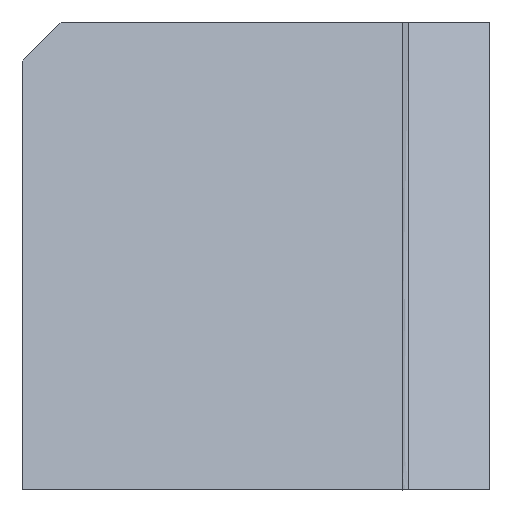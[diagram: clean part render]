
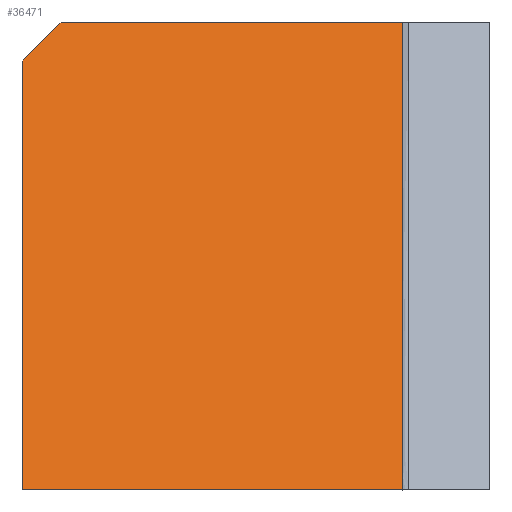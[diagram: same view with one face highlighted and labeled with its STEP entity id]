
A CAD part, left-side view. The second image highlights one B-rep face of the part: STEP entity #36471.
In plain terms, the highlighted planar face has unit normal (-0.943, 0, 0.334).
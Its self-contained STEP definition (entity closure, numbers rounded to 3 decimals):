
#1936=VERTEX_POINT('',#47077);
#1937=VERTEX_POINT('',#47078);
#1941=VERTEX_POINT('',#47088);
#5634=VERTEX_POINT('',#61106);
#5636=VERTEX_POINT('',#61109);
#5648=VECTOR('',#39000,1.);
#5654=VECTOR('',#39007,1.);
#9879=VECTOR('',#47042,1.);
#9895=VECTOR('',#47071,1.);
#9896=VECTOR('',#47072,1.);
#9897=LINE('',#47076,#5648);
#9903=LINE('',#47089,#5654);
#14128=LINE('',#61108,#9879);
#14144=LINE('',#61157,#9895);
#14145=LINE('',#61158,#9896);
#14146=EDGE_CURVE('',#1936,#1937,#9897,.T.);
#14152=EDGE_CURVE('',#1936,#1941,#9903,.T.);
#19675=EDGE_CURVE('',#5634,#5636,#14128,.T.);
#19695=EDGE_CURVE('',#5636,#1941,#14144,.T.);
#19696=EDGE_CURVE('',#1937,#5634,#14145,.T.);
#27132=ORIENTED_EDGE('',*,*,#14146,.F.);
#27133=ORIENTED_EDGE('',*,*,#14152,.T.);
#27134=ORIENTED_EDGE('',*,*,#19695,.F.);
#27135=ORIENTED_EDGE('',*,*,#19675,.F.);
#27136=ORIENTED_EDGE('',*,*,#19696,.F.);
#32669=EDGE_LOOP('',(#27132,#27133,#27134,#27135,#27136));
#34578=FACE_BOUND('',#32669,.T.);
#36471=ADVANCED_FACE('',(#34578),#62381,.T.);
#38996=AXIS2_PLACEMENT_3D('',#61156,#47070,$);
#39000=DIRECTION('',(0.243,-0.686,0.686));
#39007=DIRECTION('',(-0.334,0.,-0.942));
#47042=DIRECTION('',(-0.334,0.,-0.942));
#47070=DIRECTION('',(-0.942,0.,0.334));
#47071=DIRECTION('',(0.,1.,0.));
#47072=DIRECTION('',(0.,-1.,0.));
#47076=CARTESIAN_POINT('',(-0.709,0.,-2.));
#47077=CARTESIAN_POINT('',(-0.709,0.,-2.));
#47078=CARTESIAN_POINT('',(0.,-2.,0.));
#47088=CARTESIAN_POINT('',(-8.512,0.,-24.));
#47089=CARTESIAN_POINT('',(-0.709,0.,-2.));
#61106=CARTESIAN_POINT('',(0.,-19.5,0.));
#61108=CARTESIAN_POINT('',(0.,-19.5,0.));
#61109=CARTESIAN_POINT('',(-8.512,-19.5,-24.));
#61156=CARTESIAN_POINT('',(0.,-19.5,0.));
#61157=CARTESIAN_POINT('',(-8.512,-19.5,-24.));
#61158=CARTESIAN_POINT('',(0.,-2.,0.));
#62381=PLANE('',#38996);
